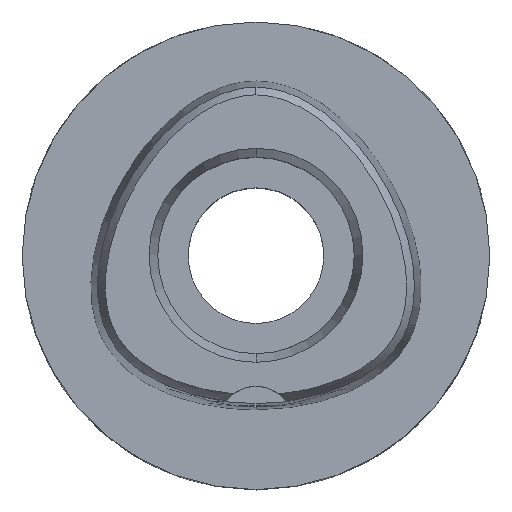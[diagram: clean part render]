
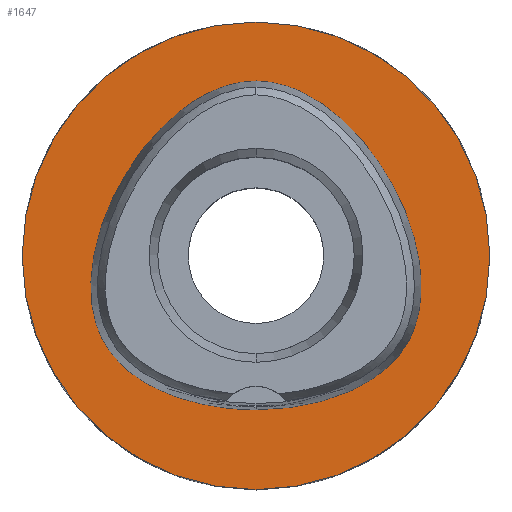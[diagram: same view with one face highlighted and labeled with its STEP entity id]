
A CAD part, top view. The second image highlights one B-rep face of the part: STEP entity #1647.
In plain terms, the highlighted planar face has unit normal (0, 0, 1).
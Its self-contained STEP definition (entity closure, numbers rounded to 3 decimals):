
#15 = CARTESIAN_POINT ( 'NONE',  ( -11.466, 12.452, 0. ) ) ;
#38 = CARTESIAN_POINT ( 'NONE',  ( -16.669, -8.446, 0. ) ) ;
#120 = FACE_BOUND ( 'NONE', #2612, .T. ) ;
#128 = EDGE_CURVE ( 'NONE', #3313, #1236, #887, .T. ) ;
#305 = EDGE_LOOP ( 'NONE', ( #3843, #4753 ) ) ;
#330 = CARTESIAN_POINT ( 'NONE',  ( 15.649, -10.213, 0. ) ) ;
#333 = CARTESIAN_POINT ( 'NONE',  ( -14.38, 8.302, 0. ) ) ;
#352 = EDGE_CURVE ( 'NONE', #1236, #3313, #2446, .T. ) ;
#353 = CARTESIAN_POINT ( 'NONE',  ( 11.466, 12.452, 0. ) ) ;
#402 = CARTESIAN_POINT ( 'NONE',  ( 17.711, -3.269, 0. ) ) ;
#427 = CARTESIAN_POINT ( 'NONE',  ( 5.051, -16.156, 0. ) ) ;
#475 = DIRECTION ( 'NONE',  ( 0., 0., -1. ) ) ;
#535 = DIRECTION ( 'NONE',  ( 0., 0., -1. ) ) ;
#677 = CARTESIAN_POINT ( 'NONE',  ( -2.041, 18.55, 0. ) ) ;
#698 = CARTESIAN_POINT ( 'NONE',  ( 17.564, -5.456, 0. ) ) ;
#745 = CARTESIAN_POINT ( 'NONE',  ( -8.947, -15.039, 0. ) ) ;
#769 = CARTESIAN_POINT ( 'NONE',  ( 13.507, -12.483, 0. ) ) ;
#887 = CIRCLE ( 'NONE', #3215, 25. ) ;
#1047 = AXIS2_PLACEMENT_3D ( 'NONE', #3453, #1314, #4577 ) ;
#1051 = CARTESIAN_POINT ( 'NONE',  ( 0., -16.455, 0. ) ) ;
#1053 = CARTESIAN_POINT ( 'NONE',  ( -17.564, -5.456, 0. ) ) ;
#1076 = CARTESIAN_POINT ( 'NONE',  ( 14.38, 8.302, 0. ) ) ;
#1098 = CARTESIAN_POINT ( 'NONE',  ( 4.729, 17.735, 0. ) ) ;
#1100 = CARTESIAN_POINT ( 'NONE',  ( -17.711, -3.269, 0. ) ) ;
#1132 = AXIS2_PLACEMENT_3D ( 'NONE', #3854, #535, #1657 ) ;
#1234 = PLANE ( 'NONE',  #1132 ) ;
#1236 = VERTEX_POINT ( 'NONE', #3946 ) ;
#1269 = DIRECTION ( 'NONE',  ( 0., 1., 0. ) ) ;
#1314 = DIRECTION ( 'NONE',  ( 0., 0., -1. ) ) ;
#1426 = CARTESIAN_POINT ( 'NONE',  ( 8.947, -15.039, 0. ) ) ;
#1428 = CARTESIAN_POINT ( 'NONE',  ( -5.051, -16.156, 0. ) ) ;
#1647 = ADVANCED_FACE ( 'NONE', ( #4159, #120 ), #1234, .F. ) ;
#1657 = DIRECTION ( 'NONE',  ( 0., -1., 0. ) ) ;
#1783 = VERTEX_POINT ( 'NONE', #3149 ) ;
#1795 = CARTESIAN_POINT ( 'NONE',  ( -17.165, -7.166, 0. ) ) ;
#1818 = CARTESIAN_POINT ( 'NONE',  ( 0., 18.695, 0. ) ) ;
#1865 = CARTESIAN_POINT ( 'NONE',  ( 16.669, -8.446, 0. ) ) ;
#1890 = CARTESIAN_POINT ( 'NONE',  ( 0.68, 18.695, 0. ) ) ;
#2156 = CARTESIAN_POINT ( 'NONE',  ( -11.687, -13.704, 0. ) ) ;
#2203 = CARTESIAN_POINT ( 'NONE',  ( -14.788, -11.282, 0. ) ) ;
#2229 = CARTESIAN_POINT ( 'NONE',  ( 0., -16.455, 0. ) ) ;
#2331 = EDGE_CURVE ( 'NONE', #2741, #1783, #3527, .T. ) ;
#2446 = CIRCLE ( 'NONE', #1047, 25. ) ;
#2522 = CARTESIAN_POINT ( 'NONE',  ( -15.649, -10.213, 0. ) ) ;
#2542 = CARTESIAN_POINT ( 'NONE',  ( 14.788, -11.282, 0. ) ) ;
#2546 = CARTESIAN_POINT ( 'NONE',  ( 0., 18.695, 0. ) ) ;
#2566 = CARTESIAN_POINT ( 'NONE',  ( 7.968, 15.831, 0. ) ) ;
#2612 = EDGE_LOOP ( 'NONE', ( #3971, #3867 ) ) ;
#2741 = VERTEX_POINT ( 'NONE', #3762 ) ;
#2935 = EDGE_CURVE ( 'NONE', #1783, #2741, #3793, .T. ) ;
#3004 = CARTESIAN_POINT ( 'NONE',  ( 1.684, -16.455, 0. ) ) ;
#3149 = CARTESIAN_POINT ( 'NONE',  ( 0., -16.455, 0. ) ) ;
#3215 = AXIS2_PLACEMENT_3D ( 'NONE', #3404, #475, #1269 ) ;
#3261 = CARTESIAN_POINT ( 'NONE',  ( -16.206, -9.357, 0. ) ) ;
#3313 = VERTEX_POINT ( 'NONE', #3972 ) ;
#3314 = CARTESIAN_POINT ( 'NONE',  ( -16.517, 3.703, 0. ) ) ;
#3361 = CARTESIAN_POINT ( 'NONE',  ( -0.68, 18.695, 0. ) ) ;
#3404 = CARTESIAN_POINT ( 'NONE',  ( 0., 0., 0. ) ) ;
#3453 = CARTESIAN_POINT ( 'NONE',  ( 0., 0., 0. ) ) ;
#3527 = B_SPLINE_CURVE_WITH_KNOTS ( 'NONE', 3,
 ( #2546, #3361, #677, #4054, #3986, #15, #333, #3314, #3679, #1100, #1053, #1795, #38, #3261, #2522, #2203, #4358, #2156, #745, #1428, #4387, #2229 ),
 .UNSPECIFIED., .F., .F.,
 ( 4, 1, 1, 1, 1, 1, 1, 1, 1, 1, 1, 1, 1, 1, 1, 1, 1, 1, 1, 4 ),
 ( 0., 0.042, 0.083, 0.167, 0.25, 0.333, 0.417, 0.5, 0.542, 0.583, 0.625, 0.646, 0.667, 0.688, 0.708, 0.75, 0.792, 0.833, 0.917, 1. ),
 .UNSPECIFIED. ) ;
#3679 = CARTESIAN_POINT ( 'NONE',  ( -17.498, -0.229, 0. ) ) ;
#3724 = CARTESIAN_POINT ( 'NONE',  ( 17.165, -7.166, 0. ) ) ;
#3762 = CARTESIAN_POINT ( 'NONE',  ( 0., 18.695, 0. ) ) ;
#3793 = B_SPLINE_CURVE_WITH_KNOTS ( 'NONE', 3,
 ( #1051, #3004, #427, #1426, #4431, #769, #2542, #330, #4384, #1865, #3724, #698, #402, #4460, #4009, #1076, #353, #2566, #1098, #4029, #1890, #1818 ),
 .UNSPECIFIED., .F., .F.,
 ( 4, 1, 1, 1, 1, 1, 1, 1, 1, 1, 1, 1, 1, 1, 1, 1, 1, 1, 1, 4 ),
 ( 0., 0.083, 0.167, 0.208, 0.25, 0.292, 0.312, 0.333, 0.354, 0.375, 0.417, 0.458, 0.5, 0.583, 0.667, 0.75, 0.833, 0.917, 0.958, 1. ),
 .UNSPECIFIED. ) ;
#3843 = ORIENTED_EDGE ( 'NONE', *, *, #128, .F. ) ;
#3854 = CARTESIAN_POINT ( 'NONE',  ( 0., 0., 0. ) ) ;
#3867 = ORIENTED_EDGE ( 'NONE', *, *, #2935, .F. ) ;
#3946 = CARTESIAN_POINT ( 'NONE',  ( 0., -25., 0. ) ) ;
#3971 = ORIENTED_EDGE ( 'NONE', *, *, #2331, .F. ) ;
#3972 = CARTESIAN_POINT ( 'NONE',  ( 0., 25., 0. ) ) ;
#3986 = CARTESIAN_POINT ( 'NONE',  ( -7.968, 15.831, 0. ) ) ;
#4009 = CARTESIAN_POINT ( 'NONE',  ( 16.517, 3.703, 0. ) ) ;
#4029 = CARTESIAN_POINT ( 'NONE',  ( 2.041, 18.55, 0. ) ) ;
#4054 = CARTESIAN_POINT ( 'NONE',  ( -4.729, 17.735, 0. ) ) ;
#4159 = FACE_OUTER_BOUND ( 'NONE', #305, .T. ) ;
#4358 = CARTESIAN_POINT ( 'NONE',  ( -13.507, -12.483, 0. ) ) ;
#4384 = CARTESIAN_POINT ( 'NONE',  ( 16.206, -9.357, 0. ) ) ;
#4387 = CARTESIAN_POINT ( 'NONE',  ( -1.684, -16.455, 0. ) ) ;
#4431 = CARTESIAN_POINT ( 'NONE',  ( 11.687, -13.704, 0. ) ) ;
#4460 = CARTESIAN_POINT ( 'NONE',  ( 17.498, -0.229, 0. ) ) ;
#4577 = DIRECTION ( 'NONE',  ( 0., -1., 0. ) ) ;
#4753 = ORIENTED_EDGE ( 'NONE', *, *, #352, .F. ) ;
